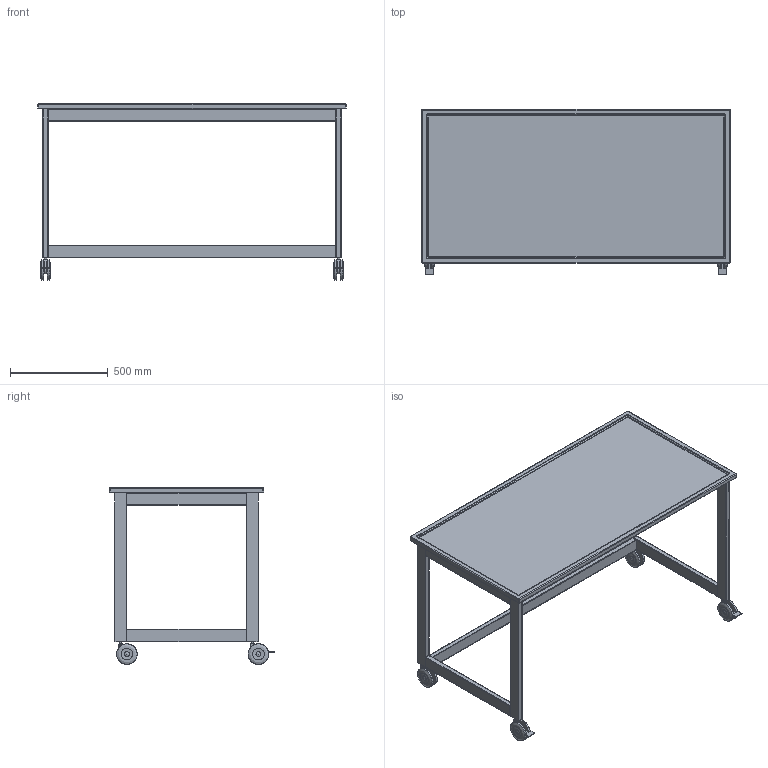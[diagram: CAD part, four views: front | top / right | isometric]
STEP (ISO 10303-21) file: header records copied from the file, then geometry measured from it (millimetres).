
FILE_DESCRIPTION(('FreeCAD Model'),'2;1');
FILE_NAME('Open CASCADE Shape Model','2025-05-28T05:33:27',('FreeCAD'),( 'FreeCAD'),'Open CASCADE STEP processor 7.6','FreeCAD','Unknown');
FILE_SCHEMA(('AUTOMOTIVE_DESIGN { 1 0 10303 214 1 1 1 1 }'));
Length unit declared in the file: millimetre
Products named in the file (1): Open CASCADE STEP translator 7.6 1
Bounding box: 1580.48 x 846.46 x 906.14 mm (x, y, z)
Volume: 30678146.7 mm3; surface area: 6194012 mm2
Topology: 24 solids, 24 shells, 411 faces, 992 edges, 592 vertices
Faces by surface type: bspline 411
Entity records: 13468 total; most frequent: CARTESIAN_POINT 7961, ORIENTED_EDGE 1884, EDGE_CURVE 942, VERTEX_POINT 580, B_SPLINE_CURVE_WITH_KNOTS 562, FACE_BOUND 450, EDGE_LOOP 450, ADVANCED_FACE 407
